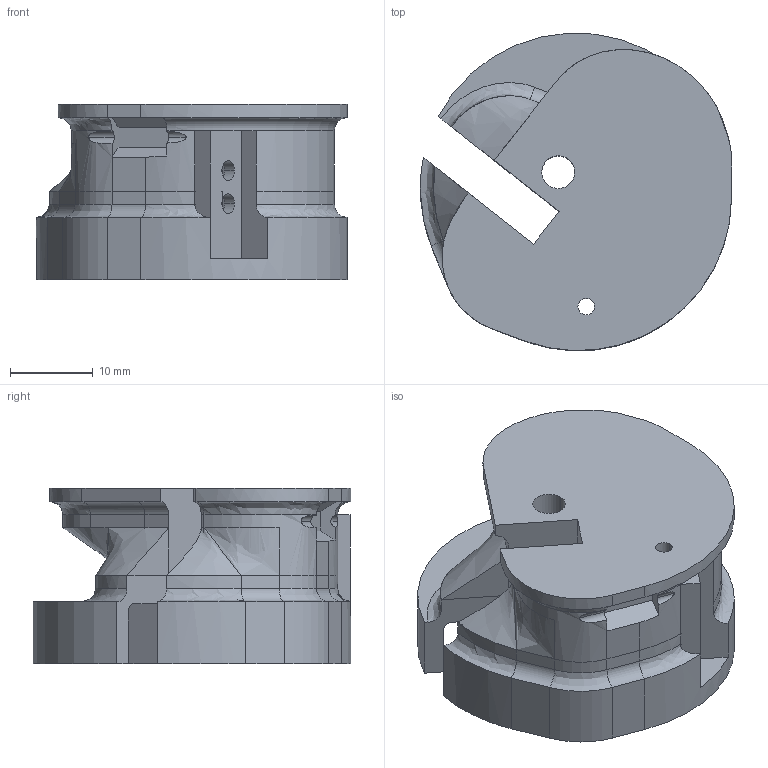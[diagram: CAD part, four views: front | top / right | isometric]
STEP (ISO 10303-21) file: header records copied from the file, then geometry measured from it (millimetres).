
FILE_DESCRIPTION (( 'STEP AP214' ), '1' );
FILE_NAME ('cam-transmission.STEP', '2025-11-19T20:08:39', ( '' ), ( '' ), 'SwSTEP 2.0', 'SolidWorks 2025', '' );
FILE_SCHEMA (( 'AUTOMOTIVE_DESIGN' ));
Length unit declared in the file: millimetre
Products named in the file (1): cam-transmission
Bounding box: 37.59 x 38.36 x 21.17 mm (x, y, z)
Volume: 13256.3 mm3; surface area: 7678.3 mm2
Topology: 4 solids, 4 shells, 126 faces, 332 edges, 212 vertices
Faces by surface type: plane 57, cylinder 39, bspline 24, torus 4, cone 2
Entity records: 5851 total; most frequent: CARTESIAN_POINT 2855, ORIENTED_EDGE 664, DIRECTION 529, EDGE_CURVE 332, VERTEX_POINT 212, VECTOR 181, LINE 181, AXIS2_PLACEMENT_3D 174
